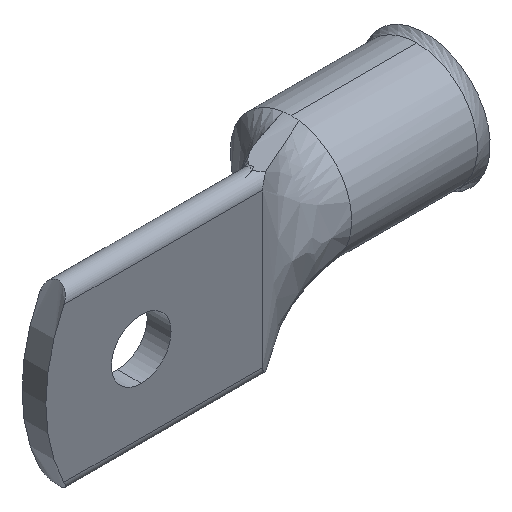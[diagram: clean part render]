
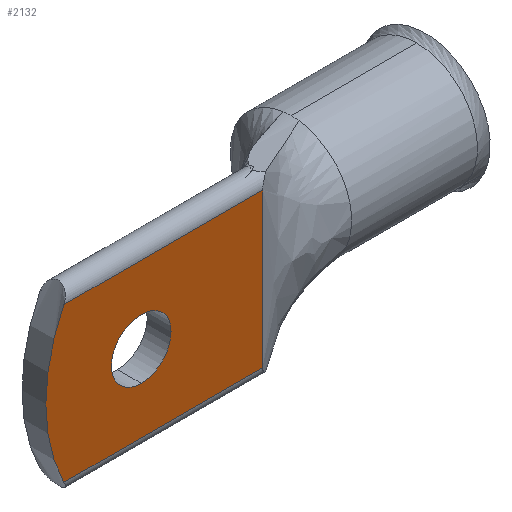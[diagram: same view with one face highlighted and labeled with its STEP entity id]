
A CAD part, isometric view. The second image highlights one B-rep face of the part: STEP entity #2132.
In plain terms, the highlighted planar face has unit normal (0, -1, 0).
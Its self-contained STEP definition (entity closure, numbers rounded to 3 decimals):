
#32 = AXIS2_PLACEMENT_3D ( 'NONE', #1261, #3631, #157 ) ;
#64 = FACE_OUTER_BOUND ( 'NONE', #3777, .T. ) ;
#83 = CARTESIAN_POINT ( 'NONE',  ( -1.524, -1.397, -3.493 ) ) ;
#157 = DIRECTION ( 'NONE',  ( 0., 0., -1. ) ) ;
#312 = DIRECTION ( 'NONE',  ( -1., 0., 0. ) ) ;
#337 = VERTEX_POINT ( 'NONE', #3269 ) ;
#366 = VERTEX_POINT ( 'NONE', #4347 ) ;
#391 = DIRECTION ( 'NONE',  ( 0., -1., 0. ) ) ;
#489 = CARTESIAN_POINT ( 'NONE',  ( 12.7, -1.397, 0. ) ) ;
#579 = EDGE_LOOP ( 'NONE', ( #3242, #4905 ) ) ;
#605 = ORIENTED_EDGE ( 'NONE', *, *, #3546, .T. ) ;
#700 = EDGE_CURVE ( 'NONE', #366, #337, #2593, .T. ) ;
#873 = AXIS2_PLACEMENT_3D ( 'NONE', #4556, #2675, #4530 ) ;
#928 = EDGE_CURVE ( 'NONE', #2586, #1759, #3809, .T. ) ;
#1261 = CARTESIAN_POINT ( 'NONE',  ( -1.524, -1.397, 0. ) ) ;
#1413 = DIRECTION ( 'NONE',  ( 1., 0., 0. ) ) ;
#1442 = VERTEX_POINT ( 'NONE', #3950 ) ;
#1531 = DIRECTION ( 'NONE',  ( 0., 0., -1. ) ) ;
#1631 = AXIS2_PLACEMENT_3D ( 'NONE', #3080, #391, #3106 ) ;
#1641 = DIRECTION ( 'NONE',  ( 0., 0., 1. ) ) ;
#1759 = VERTEX_POINT ( 'NONE', #83 ) ;
#1846 = CIRCLE ( 'NONE', #873, 20.279 ) ;
#2132 = ADVANCED_FACE ( 'NONE', ( #4645, #64 ), #3884, .T. ) ;
#2155 = VERTEX_POINT ( 'NONE', #3843 ) ;
#2314 = CARTESIAN_POINT ( 'NONE',  ( 7.579, -1.397, 0. ) ) ;
#2340 = CARTESIAN_POINT ( 'NONE',  ( -1.524, -1.397, 3.493 ) ) ;
#2586 = VERTEX_POINT ( 'NONE', #2340 ) ;
#2592 = VECTOR ( 'NONE', #312, 1000. ) ;
#2593 = LINE ( 'NONE', #3294, #2592 ) ;
#2675 = DIRECTION ( 'NONE',  ( 0., -1., 0. ) ) ;
#2801 = VECTOR ( 'NONE', #1413, 1000. ) ;
#2834 = EDGE_CURVE ( 'NONE', #1759, #2586, #3718, .T. ) ;
#2872 = LINE ( 'NONE', #4075, #2801 ) ;
#2930 = EDGE_CURVE ( 'NONE', #2155, #366, #3928, .T. ) ;
#3043 = ORIENTED_EDGE ( 'NONE', *, *, #4832, .T. ) ;
#3080 = CARTESIAN_POINT ( 'NONE',  ( -1.524, -1.397, 0. ) ) ;
#3106 = DIRECTION ( 'NONE',  ( 0., 0., -1. ) ) ;
#3242 = ORIENTED_EDGE ( 'NONE', *, *, #928, .F. ) ;
#3269 = CARTESIAN_POINT ( 'NONE',  ( -10.585, -1.397, 9.017 ) ) ;
#3294 = CARTESIAN_POINT ( 'NONE',  ( -10.585, -1.397, 9.017 ) ) ;
#3456 = VECTOR ( 'NONE', #1641, 1000. ) ;
#3546 = EDGE_CURVE ( 'NONE', #1442, #2155, #2872, .T. ) ;
#3631 = DIRECTION ( 'NONE',  ( 0., -1., 0. ) ) ;
#3643 = AXIS2_PLACEMENT_3D ( 'NONE', #2314, #4596, #1531 ) ;
#3718 = CIRCLE ( 'NONE', #32, 3.493 ) ;
#3777 = EDGE_LOOP ( 'NONE', ( #3043, #605, #4499, #4041 ) ) ;
#3809 = CIRCLE ( 'NONE', #1631, 3.493 ) ;
#3843 = CARTESIAN_POINT ( 'NONE',  ( 12.7, -1.397, -9.017 ) ) ;
#3884 = PLANE ( 'NONE',  #3643 ) ;
#3928 = LINE ( 'NONE', #489, #3456 ) ;
#3950 = CARTESIAN_POINT ( 'NONE',  ( -10.585, -1.397, -9.017 ) ) ;
#4041 = ORIENTED_EDGE ( 'NONE', *, *, #700, .T. ) ;
#4075 = CARTESIAN_POINT ( 'NONE',  ( 7.579, -1.397, -9.017 ) ) ;
#4347 = CARTESIAN_POINT ( 'NONE',  ( 12.7, -1.397, 9.017 ) ) ;
#4499 = ORIENTED_EDGE ( 'NONE', *, *, #2930, .T. ) ;
#4530 = DIRECTION ( 'NONE',  ( 0., 0., -1. ) ) ;
#4556 = CARTESIAN_POINT ( 'NONE',  ( 7.579, -1.397, 0. ) ) ;
#4596 = DIRECTION ( 'NONE',  ( 0., -1., 0. ) ) ;
#4645 = FACE_BOUND ( 'NONE', #579, .T. ) ;
#4832 = EDGE_CURVE ( 'NONE', #337, #1442, #1846, .T. ) ;
#4905 = ORIENTED_EDGE ( 'NONE', *, *, #2834, .F. ) ;
